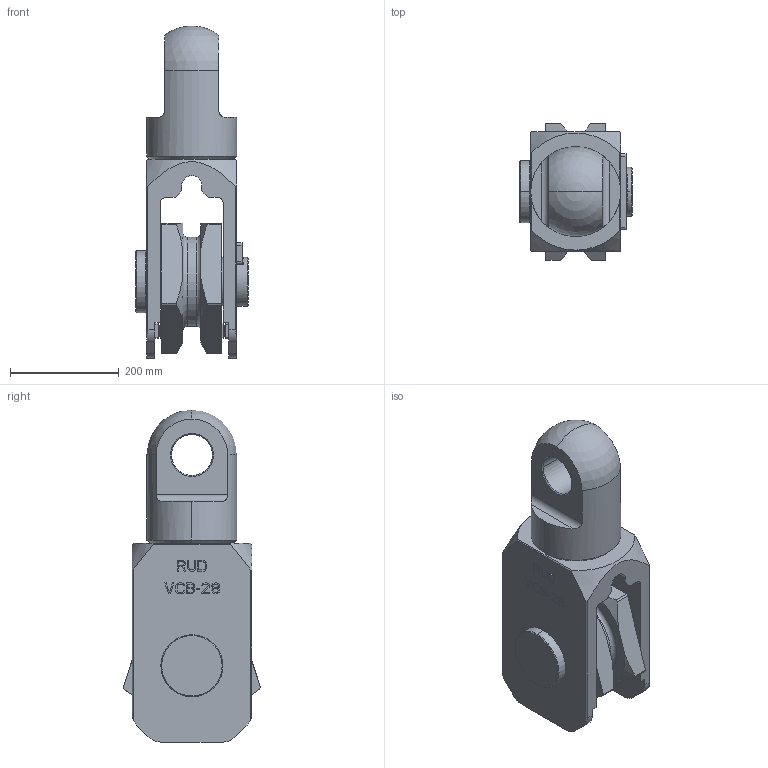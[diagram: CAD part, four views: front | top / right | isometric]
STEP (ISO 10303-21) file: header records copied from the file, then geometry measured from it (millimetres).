
FILE_DESCRIPTION((''),'2;1');
FILE_NAME('001-M33930-P-1','2020-06-09T',('anja.joas'),(''),'PRO/ENGINEER BY PARAMETRIC TECHNOLOGY CORPORATION, 2011490','PRO/ENGINEER BY PARAMETRIC TECHNOLOGY CORPORATION, 2011490','');
FILE_SCHEMA(('CONFIG_CONTROL_DESIGN'));
Length unit declared in the file: millimetre
Products named in the file (1): 001-M33930-P-1
Bounding box: 206 x 251.4 x 609.85 mm (x, y, z)
Volume: 12828029 mm3; surface area: 721533.3 mm2
Topology: 1 solids, 1 shells, 476 faces, 1300 edges, 851 vertices
Faces by surface type: plane 365, cylinder 65, cone 40, torus 4, sphere 2
Entity records: 15172 total; most frequent: CARTESIAN_POINT 3011, ORIENTED_EDGE 2596, DIRECTION 2376, EDGE_CURVE 1298, VECTOR 1068, LINE 1068, VERTEX_POINT 851, AXIS2_PLACEMENT_3D 654
